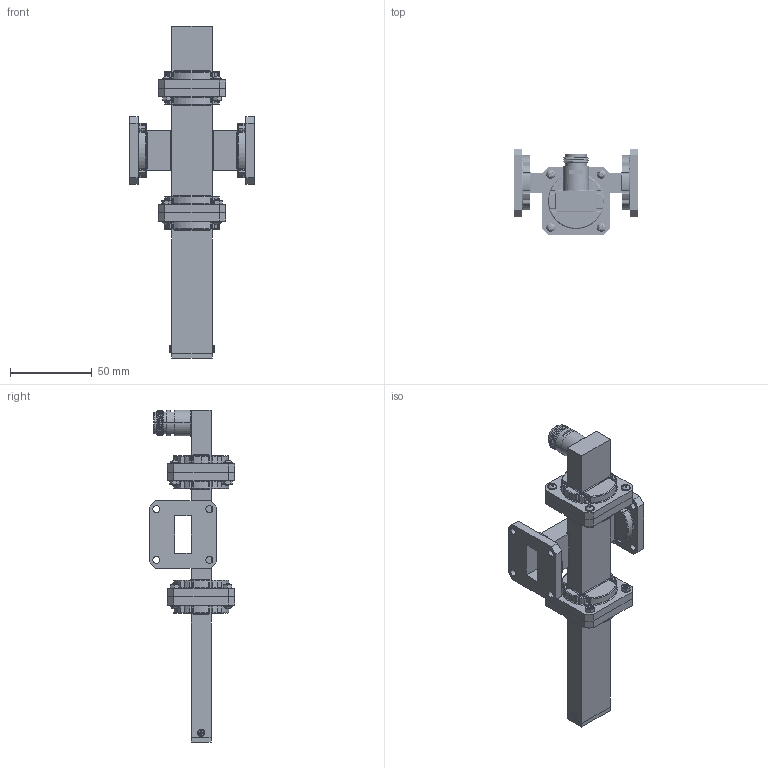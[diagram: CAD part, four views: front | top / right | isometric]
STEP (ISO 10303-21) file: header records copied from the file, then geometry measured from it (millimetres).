
FILE_DESCRIPTION (( 'STEP AP214' ), '1' );
FILE_NAME ('PEWCT1076.STEP', '2017-06-28T23:23:15', ( '' ), ( '' ), 'SwSTEP 2.0', 'SolidWorks 2014', '' );
FILE_SCHEMA (( 'AUTOMOTIVE_DESIGN' ));
Length unit declared in the file: inch
Products named in the file (9): PEWTR1006; PEWCA1008; Copy of Nut^PEWCT1020; Copy of M3 ROUND HD SCREW^PEWCT1020; Copy of Nut^PEWCT1076; PEWCT1020; PEWCP1056; Copy of M3 ROUND HD SCREW^PEWCT1076; PEWCT1076
Assembly tree (20 placements, depth 3):
  PEWCT1076
    PEWCT1020
      PEWCP1056
      Copy of M3 ROUND HD SCREW^PEWCT1020  x4
      Copy of Nut^PEWCT1020  x4
      PEWTR1006
    PEWCA1008
    Copy of M3 ROUND HD SCREW^PEWCT1076  x4
    Copy of Nut^PEWCT1076  x4
Bounding box: 76.2 x 52.45 x 203.2 mm (x, y, z)
Volume: 80477.9 mm3; surface area: 66041.1 mm2
Topology: 20 solids, 20 shells, 2233 faces, 5552 edges, 3283 vertices
Faces by surface type: cylinder 972, plane 533, cone 386, torus 133, sphere 132, bspline 77
Entity records: 47165 total; most frequent: CARTESIAN_POINT 15023, DIRECTION 6782, ORIENTED_EDGE 6296, EDGE_CURVE 3148, AXIS2_PLACEMENT_3D 2707, VERTEX_POINT 1855, EDGE_LOOP 1405, CIRCLE 1379
